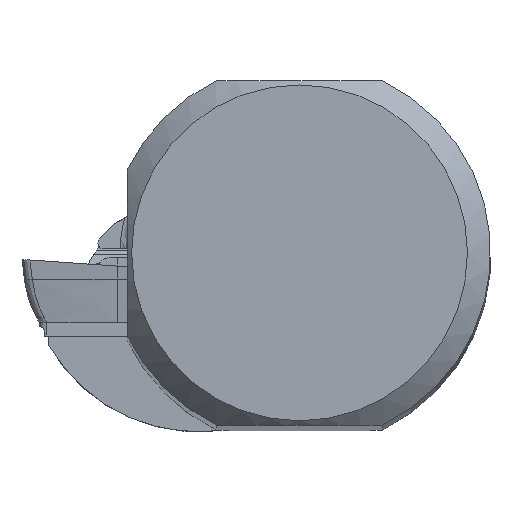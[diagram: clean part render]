
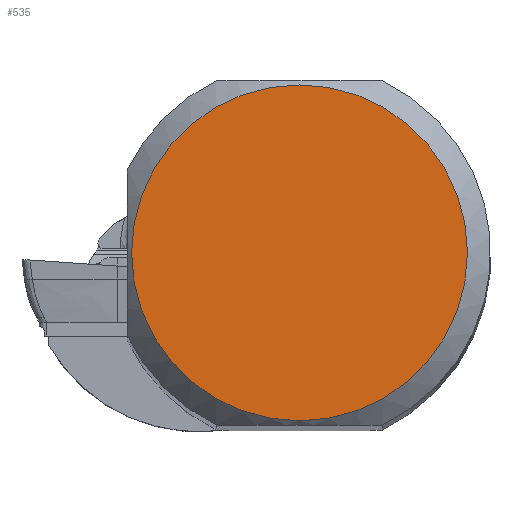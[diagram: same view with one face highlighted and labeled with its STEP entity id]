
A CAD part, top view. The second image highlights one B-rep face of the part: STEP entity #535.
In plain terms, the highlighted planar face has unit normal (0, 0, 1).
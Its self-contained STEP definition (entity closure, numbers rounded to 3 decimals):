
#535=ADVANCED_FACE('',(#709),#653,.F.);
#653=PLANE('',#2114);
#709=FACE_OUTER_BOUND('',#826,.T.);
#826=EDGE_LOOP('',(#945));
#945=ORIENTED_EDGE('',*,*,#1734,.F.);
#1545=VERTEX_POINT('',#2803);
#1734=EDGE_CURVE('',#1545,#1545,#2034,.T.);
#2034=CIRCLE('',#2113,8.775);
#2113=AXIS2_PLACEMENT_3D('',#2802,#2292,#2293);
#2114=AXIS2_PLACEMENT_3D('',#2804,#2294,#2295);
#2292=DIRECTION('',(0.,0.,-1.));
#2293=DIRECTION('',(-1.,0.,0.));
#2294=DIRECTION('',(0.,0.,-1.));
#2295=DIRECTION('',(-1.,0.,0.));
#2802=CARTESIAN_POINT('',(0.,0.,138.465));
#2803=CARTESIAN_POINT('',(-8.775,0.,138.465));
#2804=CARTESIAN_POINT('',(-8.775,0.,138.465));
